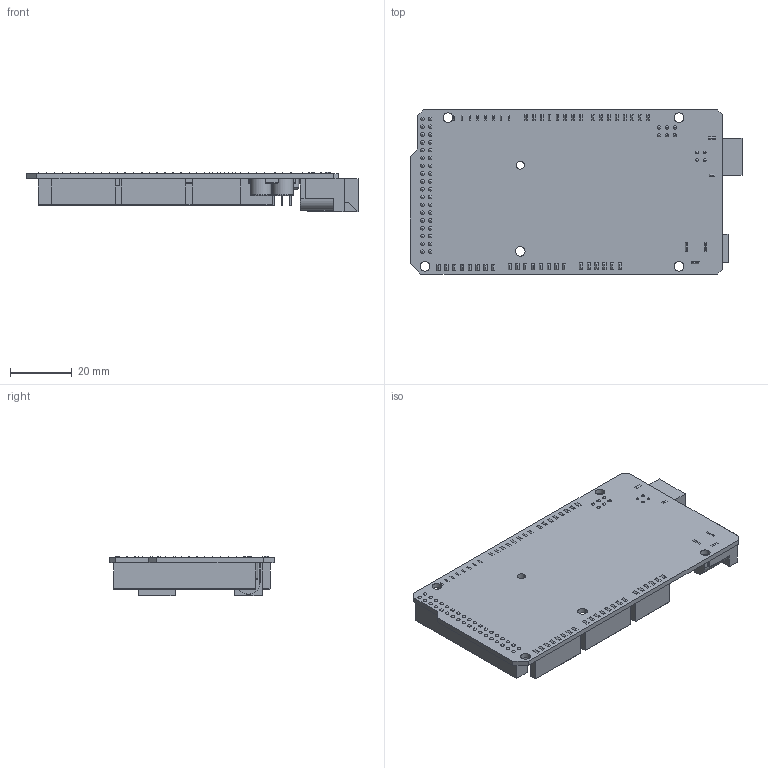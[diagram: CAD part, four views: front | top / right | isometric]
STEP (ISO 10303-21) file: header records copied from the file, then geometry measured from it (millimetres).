
FILE_DESCRIPTION (( 'STEP AP203' ), '1' );
FILE_NAME ('ArduinoMega_STEP_AP203.STEP', '2013-12-11T06:21:22', ( '' ), ( '' ), 'SwSTEP 2.0', 'SolidWorks 2013', '' );
FILE_SCHEMA (( 'CONFIG_CONTROL_DESIGN' ));
Length unit declared in the file: inch
Products named in the file (1): ArduinoMega_STEP_AP203
Bounding box: 107.95 x 53.42 x 12.95 mm (x, y, z)
Volume: 16579.6 mm3; surface area: 19435.3 mm2
Topology: 1 solids, 1 shells, 1851 faces, 4163 edges, 2543 vertices
Faces by surface type: plane 1474, cylinder 269, cone 92, torus 14, sphere 2
Entity records: 49802 total; most frequent: CARTESIAN_POINT 9282, ORIENTED_EDGE 8282, DIRECTION 7873, EDGE_CURVE 4141, VECTOR 3641, LINE 3641, VERTEX_POINT 2543, AXIS2_PLACEMENT_3D 2116
